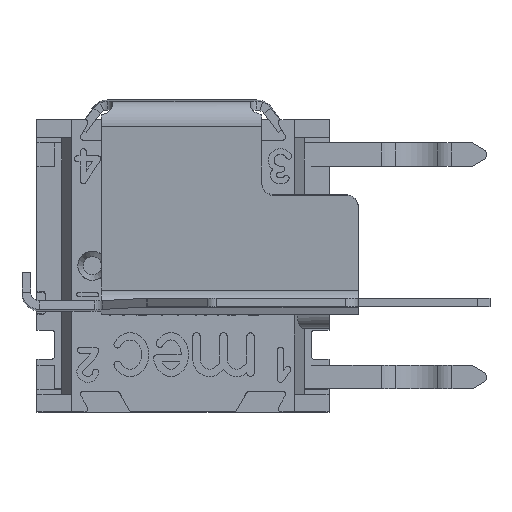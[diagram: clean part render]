
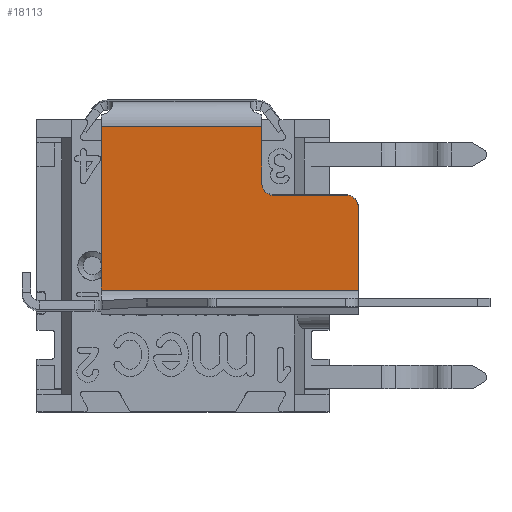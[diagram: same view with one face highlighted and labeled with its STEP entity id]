
A CAD part, top view. The second image highlights one B-rep face of the part: STEP entity #18113.
In plain terms, the highlighted planar face has unit normal (0, -0.07, 0.998).
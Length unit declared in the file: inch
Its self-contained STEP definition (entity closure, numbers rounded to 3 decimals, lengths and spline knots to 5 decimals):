
#533=CIRCLE('',#19547,0.01673);
#534=CIRCLE('',#19548,0.01476);
#1557=FACE_OUTER_BOUND('',#2530,.T.);
#2530=EDGE_LOOP('',(#12471,#12472,#12473,#12474,#12475,#12476,#12477,#12478));
#3555=LINE('',#26967,#5226);
#3985=LINE('',#29835,#5656);
#3989=LINE('',#29850,#5660);
#3991=LINE('',#29854,#5662);
#3992=LINE('',#29859,#5663);
#3993=LINE('',#29862,#5664);
#5226=VECTOR('',#21174,0.22092);
#5656=VECTOR('',#22552,0.21654);
#5660=VECTOR('',#22574,0.34646);
#5662=VECTOR('',#22578,0.11139);
#5663=VECTOR('',#22583,0.09843);
#5664=VECTOR('',#22586,0.07803);
#6963=VERTEX_POINT('',#26964);
#6964=VERTEX_POINT('',#26966);
#7699=VERTEX_POINT('',#29830);
#7701=VERTEX_POINT('',#29845);
#7702=VERTEX_POINT('',#29852);
#7703=VERTEX_POINT('',#29856);
#7704=VERTEX_POINT('',#29858);
#7705=VERTEX_POINT('',#29860);
#8742=EDGE_CURVE('',#6963,#6964,#3555,.T.);
#9584=EDGE_CURVE('',#7699,#6964,#3985,.T.);
#9592=EDGE_CURVE('',#6963,#7701,#3989,.T.);
#9594=EDGE_CURVE('',#7702,#7701,#3991,.T.);
#9595=EDGE_CURVE('',#7703,#7702,#533,.T.);
#9596=EDGE_CURVE('',#7704,#7703,#3992,.T.);
#9597=EDGE_CURVE('',#7705,#7704,#534,.T.);
#9598=EDGE_CURVE('',#7699,#7705,#3993,.T.);
#12471=ORIENTED_EDGE('',*,*,#8742,.F.);
#12472=ORIENTED_EDGE('',*,*,#9592,.T.);
#12473=ORIENTED_EDGE('',*,*,#9594,.F.);
#12474=ORIENTED_EDGE('',*,*,#9595,.F.);
#12475=ORIENTED_EDGE('',*,*,#9596,.F.);
#12476=ORIENTED_EDGE('',*,*,#9597,.F.);
#12477=ORIENTED_EDGE('',*,*,#9598,.F.);
#12478=ORIENTED_EDGE('',*,*,#9584,.T.);
#16594=PLANE('',#19546);
#18113=ADVANCED_FACE('',(#1557),#16594,.T.);
#19546=AXIS2_PLACEMENT_3D('',#29855,#22579,#22580);
#19547=AXIS2_PLACEMENT_3D('',#29857,#22581,#22582);
#19548=AXIS2_PLACEMENT_3D('',#29861,#22584,#22585);
#21174=DIRECTION('',(0.,0.998,0.07));
#22552=DIRECTION('',(-1.,0.,0.));
#22574=DIRECTION('',(1.,0.,0.));
#22578=DIRECTION('',(0.,-0.998,-0.07));
#22579=DIRECTION('center_axis',(0.,-0.07,
0.998));
#22580=DIRECTION('ref_axis',(0.,0.998,0.07));
#22581=DIRECTION('center_axis',(0.,0.07,
-0.998));
#22582=DIRECTION('ref_axis',(-1.,0.,0.));
#22583=DIRECTION('',(1.,0.,0.));
#22584=DIRECTION('center_axis',(0.,-0.07,
0.998));
#22585=DIRECTION('ref_axis',(-1.,0.,0.));
#22586=DIRECTION('',(0.,-0.998,-0.07));
#26964=CARTESIAN_POINT('',(-0.11024,-0.03267,0.15519));
#26966=CARTESIAN_POINT('',(-0.11024,0.18771,0.1706));
#26967=CARTESIAN_POINT('',(-0.11024,-0.13756,0.14785));
#29830=CARTESIAN_POINT('',(0.1063,0.18771,0.1706));
#29835=CARTESIAN_POINT('',(0.21288,0.18771,0.1706));
#29845=CARTESIAN_POINT('',(0.23622,-0.03267,0.15519));
#29850=CARTESIAN_POINT('',(0.27784,-0.03267,0.15519));
#29852=CARTESIAN_POINT('',(0.23622,0.07845,0.16296));
#29854=CARTESIAN_POINT('',(0.23622,0.07845,0.16296));
#29855=CARTESIAN_POINT('Origin',(0.31946,-0.29073,0.13714));
#29856=CARTESIAN_POINT('',(0.21949,0.09514,0.16413));
#29857=CARTESIAN_POINT('Origin',(0.21949,0.07845,0.16296));
#29858=CARTESIAN_POINT('',(0.12106,0.09514,0.16413));
#29859=CARTESIAN_POINT('',(0.12106,0.09514,0.16413));
#29860=CARTESIAN_POINT('',(0.1063,0.10987,0.16515));
#29861=CARTESIAN_POINT('Origin',(0.12106,0.10987,0.16515));
#29862=CARTESIAN_POINT('',(0.1063,0.20121,0.17154));
